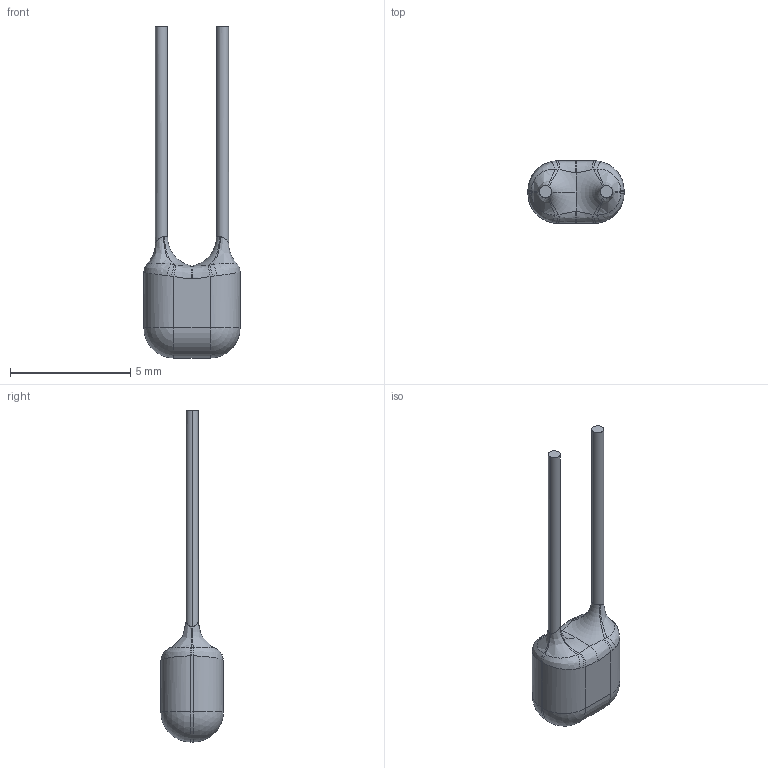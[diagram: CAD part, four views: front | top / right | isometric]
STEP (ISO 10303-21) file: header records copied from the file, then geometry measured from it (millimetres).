
FILE_DESCRIPTION (( 'STEP AP214' ), '1' );
FILE_NAME ('User Library-RAD-0.1.STEP', '2014-07-06T15:06:05', ( 'Windows User' ), ( '' ), 'SwSTEP 2.0', 'SolidWorks 2014', '' );
FILE_SCHEMA (( 'AUTOMOTIVE_DESIGN' ));
Length unit declared in the file: millimetre
Products named in the file (1): User Library-RAD-0.1
Bounding box: 4 x 2.61 x 13.8 mm (x, y, z)
Volume: 36.6 mm3; surface area: 83.7 mm2
Topology: 1 solids, 1 shells, 111 faces, 279 edges, 171 vertices
Faces by surface type: bspline 46, plane 44, cylinder 14, sphere 4, torus 3
Entity records: 5200 total; most frequent: CARTESIAN_POINT 2194, ORIENTED_EDGE 550, DIRECTION 382, EDGE_CURVE 275, VERTEX_POINT 171, VECTOR 128, LINE 128, AXIS2_PLACEMENT_3D 127
